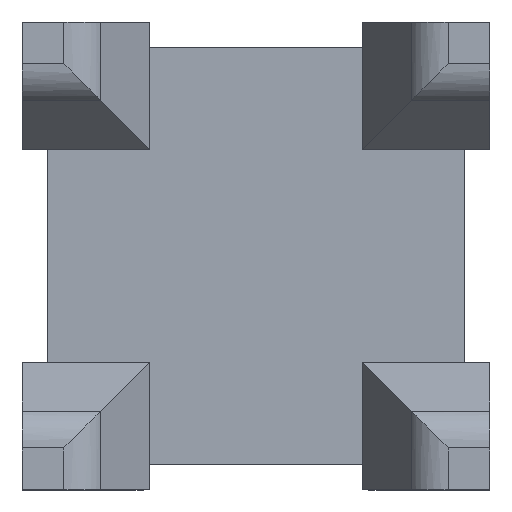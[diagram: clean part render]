
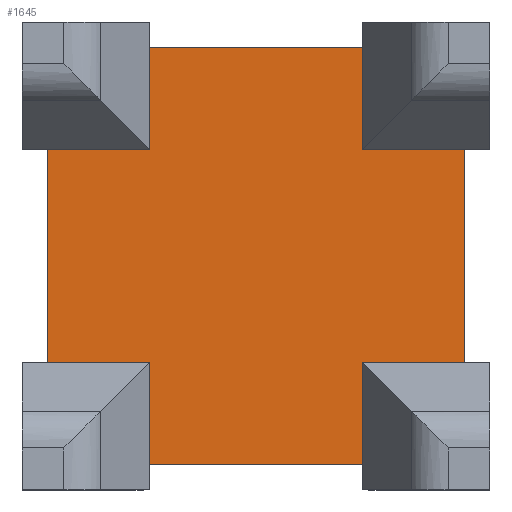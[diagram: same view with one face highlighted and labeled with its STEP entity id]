
A CAD part, top view. The second image highlights one B-rep face of the part: STEP entity #1645.
In plain terms, the highlighted planar face has unit normal (0, 0, 1).
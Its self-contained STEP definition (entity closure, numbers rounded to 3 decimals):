
#20 = CARTESIAN_POINT ( 'NONE',  ( -11., -9.8, 6. ) ) ;
#87 = VERTEX_POINT ( 'NONE', #252 ) ;
#117 = LINE ( 'NONE', #1538, #912 ) ;
#123 = VECTOR ( 'NONE', #614, 1000. ) ;
#220 = ORIENTED_EDGE ( 'NONE', *, *, #338, .T. ) ;
#225 = DIRECTION ( 'NONE',  ( 0., 1., 0. ) ) ;
#235 = EDGE_CURVE ( 'NONE', #429, #1022, #761, .T. ) ;
#252 = CARTESIAN_POINT ( 'NONE',  ( -5., -5., 6. ) ) ;
#302 = LINE ( 'NONE', #1332, #2260 ) ;
#322 = CARTESIAN_POINT ( 'NONE',  ( 11., 5., 6. ) ) ;
#330 = DIRECTION ( 'NONE',  ( -1., 0., 0. ) ) ;
#338 = EDGE_CURVE ( 'NONE', #803, #2330, #302, .T. ) ;
#351 = EDGE_CURVE ( 'NONE', #803, #518, #1693, .T. ) ;
#360 = VERTEX_POINT ( 'NONE', #1177 ) ;
#399 = EDGE_CURVE ( 'NONE', #2268, #1022, #446, .T. ) ;
#421 = ORIENTED_EDGE ( 'NONE', *, *, #1435, .T. ) ;
#429 = VERTEX_POINT ( 'NONE', #2117 ) ;
#446 = LINE ( 'NONE', #1897, #840 ) ;
#451 = EDGE_CURVE ( 'NONE', #1849, #360, #1158, .T. ) ;
#464 = CARTESIAN_POINT ( 'NONE',  ( 11., -5., 6. ) ) ;
#518 = VERTEX_POINT ( 'NONE', #1203 ) ;
#558 = EDGE_CURVE ( 'NONE', #2046, #1849, #1282, .T. ) ;
#565 = CARTESIAN_POINT ( 'NONE',  ( 9.8, -5., 6. ) ) ;
#610 = VECTOR ( 'NONE', #1261, 1000. ) ;
#614 = DIRECTION ( 'NONE',  ( 0., -1., 0. ) ) ;
#644 = DIRECTION ( 'NONE',  ( 1., 0., 0. ) ) ;
#665 = LINE ( 'NONE', #866, #610 ) ;
#739 = ORIENTED_EDGE ( 'NONE', *, *, #451, .T. ) ;
#754 = VECTOR ( 'NONE', #945, 1000. ) ;
#757 = CARTESIAN_POINT ( 'NONE',  ( -9.8, 11., 6. ) ) ;
#761 = LINE ( 'NONE', #757, #1251 ) ;
#803 = VERTEX_POINT ( 'NONE', #1886 ) ;
#840 = VECTOR ( 'NONE', #970, 1000. ) ;
#866 = CARTESIAN_POINT ( 'NONE',  ( -11., 9.8, 6. ) ) ;
#874 = ORIENTED_EDGE ( 'NONE', *, *, #1887, .T. ) ;
#912 = VECTOR ( 'NONE', #2054, 1000. ) ;
#945 = DIRECTION ( 'NONE',  ( 0., -1., 0. ) ) ;
#970 = DIRECTION ( 'NONE',  ( -1., 0., 0. ) ) ;
#1015 = PLANE ( 'NONE',  #2171 ) ;
#1017 = ORIENTED_EDGE ( 'NONE', *, *, #399, .T. ) ;
#1022 = VERTEX_POINT ( 'NONE', #1238 ) ;
#1039 = VECTOR ( 'NONE', #1490, 1000. ) ;
#1053 = ORIENTED_EDGE ( 'NONE', *, *, #558, .T. ) ;
#1054 = CARTESIAN_POINT ( 'NONE',  ( -11., 11., 6. ) ) ;
#1081 = ORIENTED_EDGE ( 'NONE', *, *, #351, .F. ) ;
#1110 = CARTESIAN_POINT ( 'NONE',  ( -5., 9.8, 6. ) ) ;
#1158 = LINE ( 'NONE', #2124, #2004 ) ;
#1177 = CARTESIAN_POINT ( 'NONE',  ( 5., 9.8, 6. ) ) ;
#1203 = CARTESIAN_POINT ( 'NONE',  ( -5., -9.8, 6. ) ) ;
#1205 = ORIENTED_EDGE ( 'NONE', *, *, #1727, .F. ) ;
#1238 = CARTESIAN_POINT ( 'NONE',  ( -9.8, 5., 6. ) ) ;
#1250 = DIRECTION ( 'NONE',  ( 0., 0., -1. ) ) ;
#1251 = VECTOR ( 'NONE', #2060, 1000. ) ;
#1261 = DIRECTION ( 'NONE',  ( 1., 0., 0. ) ) ;
#1282 = LINE ( 'NONE', #322, #2315 ) ;
#1332 = CARTESIAN_POINT ( 'NONE',  ( 5., 11., 6. ) ) ;
#1435 = EDGE_CURVE ( 'NONE', #1825, #2268, #117, .T. ) ;
#1490 = DIRECTION ( 'NONE',  ( -1., 0., 0. ) ) ;
#1538 = CARTESIAN_POINT ( 'NONE',  ( -5., 11., 6. ) ) ;
#1599 = CARTESIAN_POINT ( 'NONE',  ( 9.8, 5., 6. ) ) ;
#1609 = VECTOR ( 'NONE', #2205, 1000. ) ;
#1611 = FACE_OUTER_BOUND ( 'NONE', #1944, .T. ) ;
#1624 = EDGE_CURVE ( 'NONE', #2330, #1861, #1921, .T. ) ;
#1645 = ADVANCED_FACE ( 'NONE', ( #1611 ), #1015, .F. ) ;
#1649 = CARTESIAN_POINT ( 'NONE',  ( 5., 5., 6. ) ) ;
#1657 = VECTOR ( 'NONE', #644, 1000. ) ;
#1673 = CARTESIAN_POINT ( 'NONE',  ( 5., -5., 6. ) ) ;
#1674 = CARTESIAN_POINT ( 'NONE',  ( -5., 11., 6. ) ) ;
#1693 = LINE ( 'NONE', #20, #1039 ) ;
#1713 = LINE ( 'NONE', #1674, #754 ) ;
#1727 = EDGE_CURVE ( 'NONE', #1825, #360, #665, .T. ) ;
#1762 = ORIENTED_EDGE ( 'NONE', *, *, #2359, .F. ) ;
#1778 = LINE ( 'NONE', #1839, #1609 ) ;
#1825 = VERTEX_POINT ( 'NONE', #1110 ) ;
#1839 = CARTESIAN_POINT ( 'NONE',  ( 11., -5., 6. ) ) ;
#1849 = VERTEX_POINT ( 'NONE', #1649 ) ;
#1856 = CARTESIAN_POINT ( 'NONE',  ( -5., 5., 6. ) ) ;
#1858 = ORIENTED_EDGE ( 'NONE', *, *, #1918, .T. ) ;
#1861 = VERTEX_POINT ( 'NONE', #565 ) ;
#1882 = CARTESIAN_POINT ( 'NONE',  ( 9.8, 11., 6. ) ) ;
#1886 = CARTESIAN_POINT ( 'NONE',  ( 5., -9.8, 6. ) ) ;
#1887 = EDGE_CURVE ( 'NONE', #87, #518, #1713, .T. ) ;
#1897 = CARTESIAN_POINT ( 'NONE',  ( 11., 5., 6. ) ) ;
#1901 = LINE ( 'NONE', #1882, #123 ) ;
#1918 = EDGE_CURVE ( 'NONE', #429, #87, #1778, .T. ) ;
#1921 = LINE ( 'NONE', #464, #1657 ) ;
#1944 = EDGE_LOOP ( 'NONE', ( #874, #1081, #220, #1958, #1762, #1053, #739, #1205, #421, #1017, #2162, #1858 ) ) ;
#1958 = ORIENTED_EDGE ( 'NONE', *, *, #1624, .T. ) ;
#2004 = VECTOR ( 'NONE', #2280, 1000. ) ;
#2046 = VERTEX_POINT ( 'NONE', #1599 ) ;
#2054 = DIRECTION ( 'NONE',  ( 0., -1., 0. ) ) ;
#2060 = DIRECTION ( 'NONE',  ( 0., 1., 0. ) ) ;
#2117 = CARTESIAN_POINT ( 'NONE',  ( -9.8, -5., 6. ) ) ;
#2124 = CARTESIAN_POINT ( 'NONE',  ( 5., 11., 6. ) ) ;
#2162 = ORIENTED_EDGE ( 'NONE', *, *, #235, .F. ) ;
#2171 = AXIS2_PLACEMENT_3D ( 'NONE', #1054, #1250, #330 ) ;
#2205 = DIRECTION ( 'NONE',  ( 1., 0., 0. ) ) ;
#2260 = VECTOR ( 'NONE', #225, 1000. ) ;
#2268 = VERTEX_POINT ( 'NONE', #1856 ) ;
#2280 = DIRECTION ( 'NONE',  ( 0., 1., 0. ) ) ;
#2315 = VECTOR ( 'NONE', #2318, 1000. ) ;
#2318 = DIRECTION ( 'NONE',  ( -1., 0., 0. ) ) ;
#2330 = VERTEX_POINT ( 'NONE', #1673 ) ;
#2359 = EDGE_CURVE ( 'NONE', #2046, #1861, #1901, .T. ) ;
